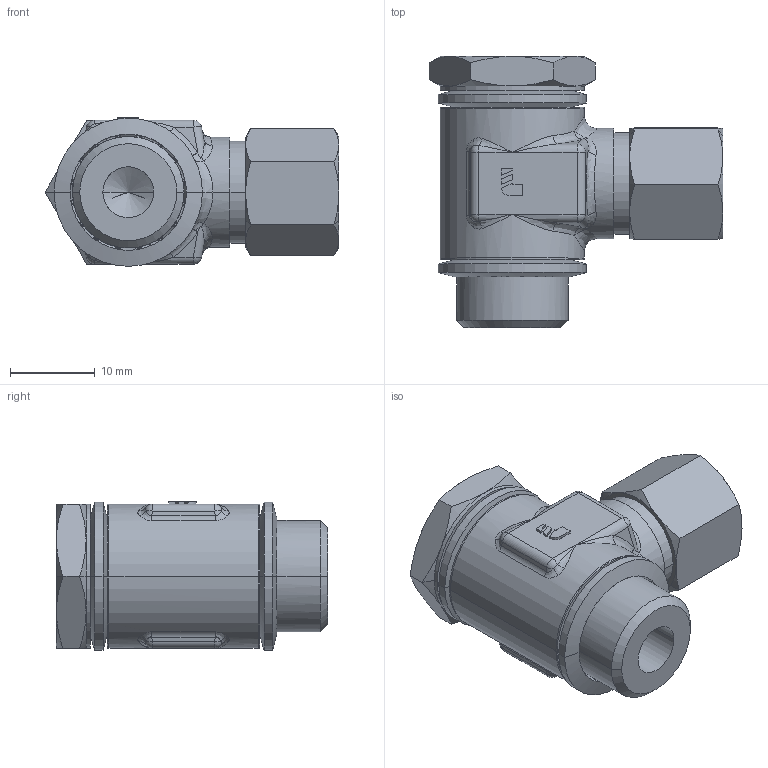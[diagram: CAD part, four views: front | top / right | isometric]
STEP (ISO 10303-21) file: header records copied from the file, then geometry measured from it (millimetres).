
FILE_DESCRIPTION(('STEP AP214'),'1');
FILE_NAME('0118_06_13.stp','2016-07-07T14:22:05',('TraceParts'),('TraceParts S.A.'),'Spatial InterOp 3D',' ',' ');
FILE_SCHEMA(('automotive_design'));
Length unit declared in the file: millimetre
Products named in the file (2): 0118-06-13_ASM|Next assembly relationship#22272-21;22272-21
Bounding box: 34.67 x 32 x 17.55 mm (x, y, z)
Volume: 7263.8 mm3; surface area: 6267 mm2
Topology: 2 solids, 2 shells, 540 faces, 1494 edges, 937 vertices
Faces by surface type: cylinder 218, bspline 102, cone 98, plane 64, torus 50, sphere 8
Entity records: 29666 total; most frequent: CARTESIAN_POINT 17039, ORIENTED_EDGE 2976, DIRECTION 2228, EDGE_CURVE 1488, VERTEX_POINT 937, AXIS2_PLACEMENT_3D 924, B_SPLINE_CURVE_WITH_KNOTS 624, EDGE_LOOP 597
